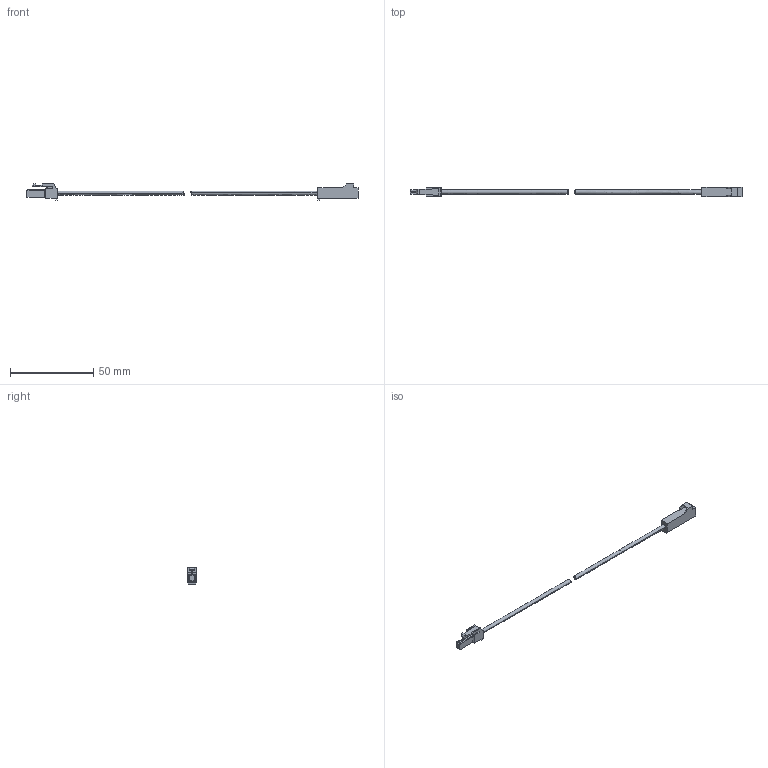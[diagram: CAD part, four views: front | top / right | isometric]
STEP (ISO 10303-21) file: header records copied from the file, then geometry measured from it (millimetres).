
FILE_DESCRIPTION((''),'2;1');
FILE_NAME('','2009-09-17T11:25:07',(''),(''),'','CADfix','');
FILE_SCHEMA(('AUTOMOTIVE_DESIGN { 1 0 10303 214 1 1 1 1 }'));
Length unit declared in the file: millimetre
Bounding box: 200 x 5.48 x 9.72 mm (x, y, z)
Volume: 2070.1 mm3; surface area: 2532.3 mm2
Topology: 4 solids, 4 shells, 83 faces, 230 edges, 156 vertices
Faces by surface type: bspline 83
Entity records: 2827 total; most frequent: CARTESIAN_POINT 1416, ORIENTED_EDGE 460, EDGE_CURVE 230, QUASI_UNIFORM_CURVE 174, VERTEX_POINT 156, EDGE_LOOP 86, FACE_OUTER_BOUND 83, ADVANCED_FACE 83
